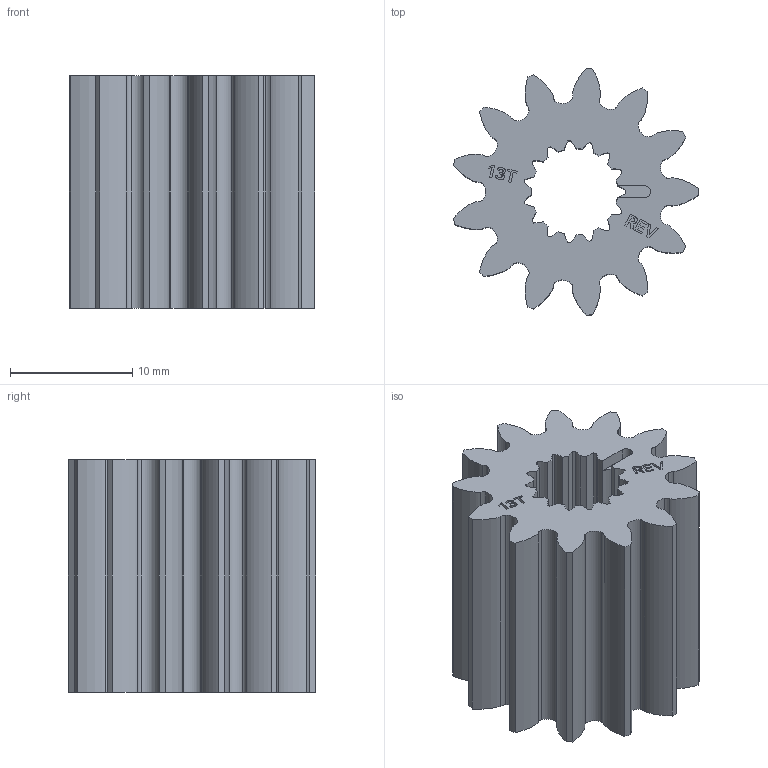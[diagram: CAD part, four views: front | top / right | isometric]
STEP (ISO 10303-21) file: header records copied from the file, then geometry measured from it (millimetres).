
FILE_DESCRIPTION (( 'STEP AP203' ), '1' );
FILE_NAME ('REV-21-4011_RevB.STEP', '2025-11-24T18:19:38', ( '' ), ( '' ), 'SwSTEP 2.0', 'SolidWorks 2022', '' );
FILE_SCHEMA (( 'CONFIG_CONTROL_DESIGN' ));
Length unit declared in the file: millimetre
Products named in the file (1): REV-21-4011_RevB
Bounding box: 20.07 x 20.22 x 19 mm (x, y, z)
Volume: 3608.2 mm3; surface area: 2982.4 mm2
Topology: 1 solids, 1 shells, 230 faces, 663 edges, 442 vertices
Faces by surface type: bspline 106, plane 65, cylinder 59
Entity records: 11380 total; most frequent: CARTESIAN_POINT 5870, ORIENTED_EDGE 1326, DIRECTION 821, EDGE_CURVE 663, VERTEX_POINT 442, VECTOR 331, LINE 331, AXIS2_PLACEMENT_3D 245
